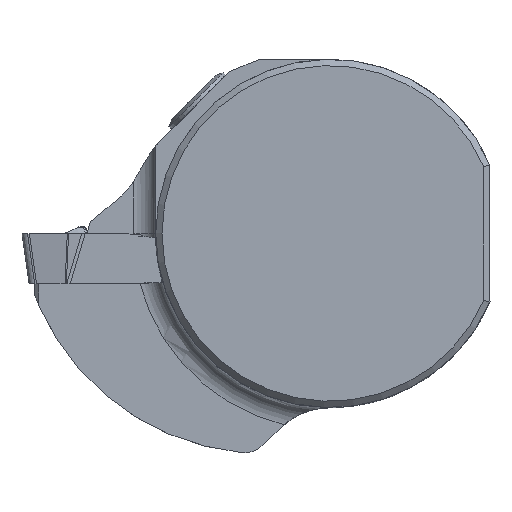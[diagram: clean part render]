
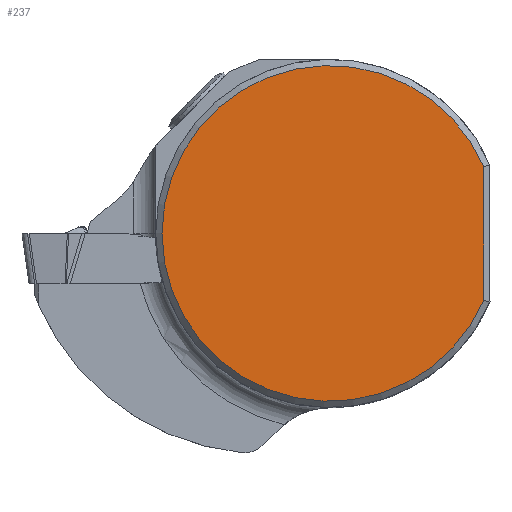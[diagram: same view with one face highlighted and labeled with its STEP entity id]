
A CAD part, top view. The second image highlights one B-rep face of the part: STEP entity #237.
In plain terms, the highlighted planar face has unit normal (0, 0, 1).
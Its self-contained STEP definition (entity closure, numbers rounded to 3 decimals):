
#237=ADVANCED_FACE('',(#377),#305,.F.);
#305=PLANE('',#2057);
#377=FACE_OUTER_BOUND('',#474,.T.);
#474=EDGE_LOOP('',(#943,#944));
#544=CIRCLE('',#2055,12.049);
#943=ORIENTED_EDGE('',*,*,#1468,.T.);
#944=ORIENTED_EDGE('',*,*,#1484,.F.);
#1238=VERTEX_POINT('',#3896);
#1239=VERTEX_POINT('',#3898);
#1468=EDGE_CURVE('',#1239,#1238,#1649,.T.);
#1484=EDGE_CURVE('',#1239,#1238,#544,.T.);
#1649=LINE('',#3897,#1788);
#1788=VECTOR('',#2371,1.);
#2055=AXIS2_PLACEMENT_3D('',#3949,#2411,#2412);
#2057=AXIS2_PLACEMENT_3D('',#3951,#2415,#2416);
#2371=DIRECTION('',(0.,1.,0.));
#2411=DIRECTION('',(0.,0.,-1.));
#2412=DIRECTION('',(1.,0.,0.));
#2415=DIRECTION('',(0.,0.,-1.));
#2416=DIRECTION('',(-1.,0.,0.));
#3896=CARTESIAN_POINT('',(11.049,4.806,0.));
#3897=CARTESIAN_POINT('',(11.049,12.5,0.));
#3898=CARTESIAN_POINT('',(11.049,-4.806,0.));
#3949=CARTESIAN_POINT('',(0.,0.,0.));
#3951=CARTESIAN_POINT('',(-12.049,0.,0.));
